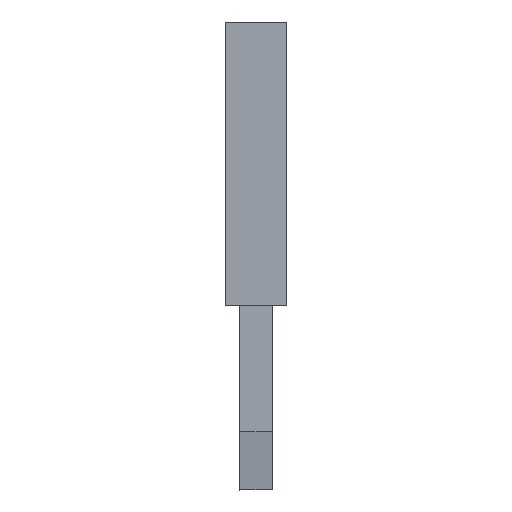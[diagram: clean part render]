
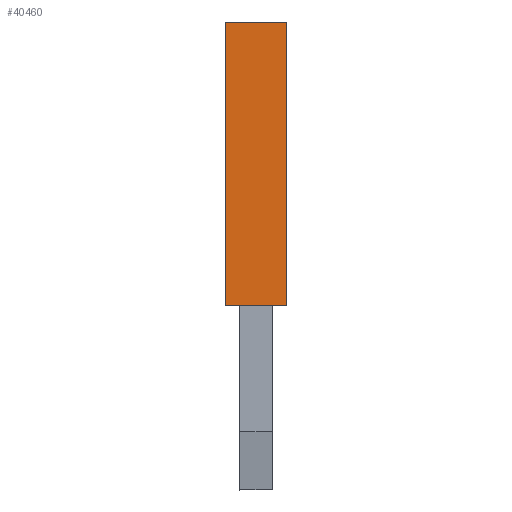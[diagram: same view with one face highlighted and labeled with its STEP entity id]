
A CAD part, left-side view. The second image highlights one B-rep face of the part: STEP entity #40460.
In plain terms, the highlighted face is planar.
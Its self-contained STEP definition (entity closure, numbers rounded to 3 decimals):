
#400=CARTESIAN_POINT('',(2.607,-12.305,68.76));
#410=DIRECTION('',(0.,1.,0.));
#420=VECTOR('',#410,1.);
#430=LINE('',#400,#420);
#440=CARTESIAN_POINT('',(2.607,-22.775,
68.76));
#450=VERTEX_POINT('',#440);
#460=CARTESIAN_POINT('',(2.607,-8.875,
68.76));
#470=VERTEX_POINT('',#460);
#480=EDGE_CURVE('',#450,#470,#430,.T.);
#4310=CARTESIAN_POINT('',(5.607,-22.775,
68.76));
#4320=VERTEX_POINT('',#4310);
#4350=CARTESIAN_POINT('',(5.607,-12.305,68.76))
;
#4360=DIRECTION('',(0.,1.,0.));
#4370=VECTOR('',#4360,1.);
#4380=LINE('',#4350,#4370);
#4390=CARTESIAN_POINT('',(5.607,-8.875,
68.76));
#4400=VERTEX_POINT('',#4390);
#4410=EDGE_CURVE('',#4320,#4400,#4380,.T.);
#7730=CARTESIAN_POINT('',(5.607,-22.775,
68.76));
#7740=DIRECTION('',(-1.,0.,0.));
#7750=VECTOR('',#7740,1.);
#7760=LINE('',#7730,#7750);
#7770=EDGE_CURVE('',#4320,#450,#7760,.T.);
#40300=CARTESIAN_POINT('',(5.607,-9.175,
68.76));
#40310=DIRECTION('',(0.,-0.,1.));
#40320=DIRECTION('',(0.,1.,0.));
#40330=AXIS2_PLACEMENT_3D('',#40300,#40310,#40320);
#40340=PLANE('',#40330);
#40350=ORIENTED_EDGE('',*,*,#7770,.F.);
#40360=ORIENTED_EDGE('',*,*,#480,.F.);
#40370=CARTESIAN_POINT('',(5.607,-8.875,
68.76));
#40380=DIRECTION('',(1.,0.,0.));
#40390=VECTOR('',#40380,1.);
#40400=LINE('',#40370,#40390);
#40410=EDGE_CURVE('',#470,#4400,#40400,.T.);
#40420=ORIENTED_EDGE('',*,*,#40410,.F.);
#40430=ORIENTED_EDGE('',*,*,#4410,.T.);
#40440=EDGE_LOOP('',(#40430,#40420,#40360,#40350));
#40450=FACE_OUTER_BOUND('',#40440,.T.);
#40460=ADVANCED_FACE('',(#40450),#40340,.T.);
